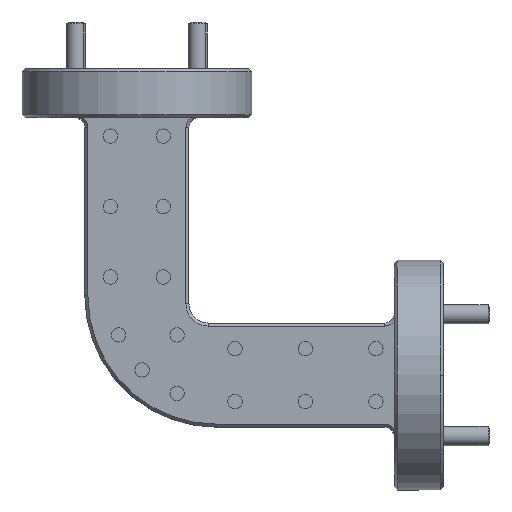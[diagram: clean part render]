
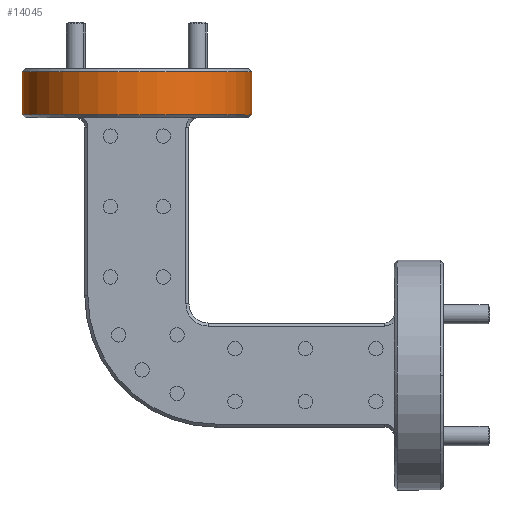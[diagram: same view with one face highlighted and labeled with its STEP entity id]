
A CAD part, front view. The second image highlights one B-rep face of the part: STEP entity #14045.
In plain terms, the highlighted cylindrical face has radius 9.525 mm (diameter 19.05 mm), a partial arc.
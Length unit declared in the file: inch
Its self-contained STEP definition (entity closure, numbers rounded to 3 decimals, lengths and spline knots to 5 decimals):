
#166 = EDGE_CURVE ( 'NONE', #13513, #14211, #5100, .T. ) ;
#917 = CARTESIAN_POINT ( 'NONE',  ( -1.375, 0., 0.85 ) ) ;
#2501 = EDGE_CURVE ( 'NONE', #9676, #13513, #18727, .T. ) ;
#3254 = ORIENTED_EDGE ( 'NONE', *, *, #2501, .T. ) ;
#3651 = CARTESIAN_POINT ( 'NONE',  ( -1., 0., 0.99 ) ) ;
#5100 = CIRCLE ( 'NONE', #9410, 0.375 ) ;
#5163 = VECTOR ( 'NONE', #20425, 39.37008 ) ;
#5773 = CARTESIAN_POINT ( 'NONE',  ( -0.625, 0., 1. ) ) ;
#5790 = FACE_OUTER_BOUND ( 'NONE', #16748, .T. ) ;
#8442 = EDGE_CURVE ( 'NONE', #21361, #9676, #16959, .T. ) ;
#8670 = CARTESIAN_POINT ( 'NONE',  ( -1., 0., 0.85 ) ) ;
#9038 = DIRECTION ( 'NONE',  ( 1., 0., 0. ) ) ;
#9140 = DIRECTION ( 'NONE',  ( 0., 0., 1. ) ) ;
#9182 = LINE ( 'NONE', #12981, #5163 ) ;
#9410 = AXIS2_PLACEMENT_3D ( 'NONE', #3651, #18559, #9038 ) ;
#9676 = VERTEX_POINT ( 'NONE', #20214 ) ;
#10974 = CARTESIAN_POINT ( 'NONE',  ( -0.625, 0., 0.99 ) ) ;
#11511 = AXIS2_PLACEMENT_3D ( 'NONE', #8670, #9140, #23899 ) ;
#11667 = CYLINDRICAL_SURFACE ( 'NONE', #16781, 0.375 ) ;
#12441 = VECTOR ( 'NONE', #15192, 39.37008 ) ;
#12915 = EDGE_CURVE ( 'NONE', #14211, #21361, #9182, .T. ) ;
#12981 = CARTESIAN_POINT ( 'NONE',  ( -1.375, 0., 1. ) ) ;
#13257 = CARTESIAN_POINT ( 'NONE',  ( -1., 0., 0.84 ) ) ;
#13513 = VERTEX_POINT ( 'NONE', #10974 ) ;
#14045 = ADVANCED_FACE ( 'NONE', ( #5790 ), #11667, .T. ) ;
#14211 = VERTEX_POINT ( 'NONE', #17887 ) ;
#15192 = DIRECTION ( 'NONE',  ( 0., 0., 1. ) ) ;
#15207 = DIRECTION ( 'NONE',  ( 1., 0., 0. ) ) ;
#15453 = ORIENTED_EDGE ( 'NONE', *, *, #166, .T. ) ;
#16748 = EDGE_LOOP ( 'NONE', ( #17223, #22122, #3254, #15453 ) ) ;
#16781 = AXIS2_PLACEMENT_3D ( 'NONE', #13257, #20699, #15207 ) ;
#16959 = CIRCLE ( 'NONE', #11511, 0.375 ) ;
#17223 = ORIENTED_EDGE ( 'NONE', *, *, #12915, .T. ) ;
#17887 = CARTESIAN_POINT ( 'NONE',  ( -1.375, 0., 0.99 ) ) ;
#18559 = DIRECTION ( 'NONE',  ( 0., 0., -1. ) ) ;
#18727 = LINE ( 'NONE', #5773, #12441 ) ;
#20214 = CARTESIAN_POINT ( 'NONE',  ( -0.625, 0., 0.85 ) ) ;
#20425 = DIRECTION ( 'NONE',  ( 0., 0., -1. ) ) ;
#20699 = DIRECTION ( 'NONE',  ( 0., 0., 1. ) ) ;
#21361 = VERTEX_POINT ( 'NONE', #917 ) ;
#22122 = ORIENTED_EDGE ( 'NONE', *, *, #8442, .T. ) ;
#23899 = DIRECTION ( 'NONE',  ( -1., 0., 0. ) ) ;
